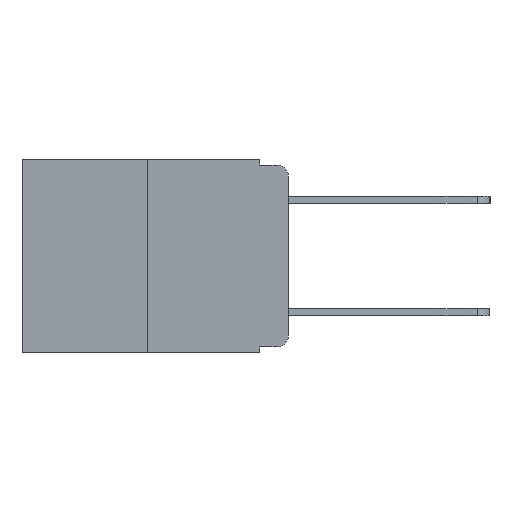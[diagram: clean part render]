
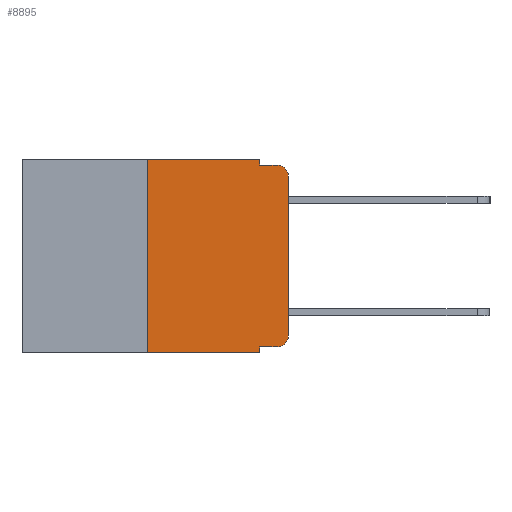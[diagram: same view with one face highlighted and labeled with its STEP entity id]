
A CAD part, left-side view. The second image highlights one B-rep face of the part: STEP entity #8895.
In plain terms, the highlighted planar face has unit normal (-1, 0, 0).
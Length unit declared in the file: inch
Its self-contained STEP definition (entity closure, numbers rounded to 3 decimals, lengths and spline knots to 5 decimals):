
#277 = EDGE_CURVE ( 'NONE', #1852, #7775, #7054, .T. ) ;
#766 = LINE ( 'NONE', #11056, #3739 ) ;
#767 = CARTESIAN_POINT ( 'NONE',  ( 0., 0.051, -0.01 ) ) ;
#862 = DIRECTION ( 'NONE',  ( 0., 0., -1. ) ) ;
#874 = DIRECTION ( 'NONE',  ( -1., 0., 0. ) ) ;
#922 = CARTESIAN_POINT ( 'NONE',  ( 0., 0.051, -0.333 ) ) ;
#1185 = ORIENTED_EDGE ( 'NONE', *, *, #3699, .F. ) ;
#1212 = DIRECTION ( 'NONE',  ( 0., -1., 0. ) ) ;
#1368 = ORIENTED_EDGE ( 'NONE', *, *, #2918, .F. ) ;
#1398 = VERTEX_POINT ( 'NONE', #13222 ) ;
#1590 = ORIENTED_EDGE ( 'NONE', *, *, #277, .F. ) ;
#1763 = DIRECTION ( 'NONE',  ( 0., 0., -1. ) ) ;
#1852 = VERTEX_POINT ( 'NONE', #9723 ) ;
#2008 = VERTEX_POINT ( 'NONE', #2914 ) ;
#2239 = VERTEX_POINT ( 'NONE', #3757 ) ;
#2255 = AXIS2_PLACEMENT_3D ( 'NONE', #14298, #874, #1763 ) ;
#2648 = DIRECTION ( 'NONE',  ( 0., 0., 1. ) ) ;
#2679 = DIRECTION ( 'NONE',  ( -1., 0., 0. ) ) ;
#2717 = CARTESIAN_POINT ( 'NONE',  ( 0., 0.473, 0. ) ) ;
#2771 = DIRECTION ( 'NONE',  ( 0., 0., -1. ) ) ;
#2914 = CARTESIAN_POINT ( 'NONE',  ( 0., 0., -0.313 ) ) ;
#2918 = EDGE_CURVE ( 'NONE', #2239, #1398, #12407, .T. ) ;
#2960 = CARTESIAN_POINT ( 'NONE',  ( 0., 0.25, 0. ) ) ;
#3134 = ORIENTED_EDGE ( 'NONE', *, *, #13897, .F. ) ;
#3476 = VECTOR ( 'NONE', #5716, 39.37008 ) ;
#3699 = EDGE_CURVE ( 'NONE', #7775, #6739, #6002, .T. ) ;
#3739 = VECTOR ( 'NONE', #862, 39.37008 ) ;
#3740 = ORIENTED_EDGE ( 'NONE', *, *, #13099, .T. ) ;
#3757 = CARTESIAN_POINT ( 'NONE',  ( 0., 0.051, -0.333 ) ) ;
#4017 = CARTESIAN_POINT ( 'NONE',  ( 0., 0.25, 0. ) ) ;
#4242 = VERTEX_POINT ( 'NONE', #13086 ) ;
#4335 = VECTOR ( 'NONE', #8414, 39.37008 ) ;
#4524 = CARTESIAN_POINT ( 'NONE',  ( 0., 0.473, 0. ) ) ;
#4568 = EDGE_LOOP ( 'NONE', ( #8395, #14088, #6943, #3134, #1185, #1590, #3740, #1368, #4711, #7842 ) ) ;
#4711 = ORIENTED_EDGE ( 'NONE', *, *, #11062, .T. ) ;
#5502 = EDGE_CURVE ( 'NONE', #6993, #2008, #11953, .T. ) ;
#5699 = VERTEX_POINT ( 'NONE', #10160 ) ;
#5716 = DIRECTION ( 'NONE',  ( 0., 0., -1. ) ) ;
#5817 = CIRCLE ( 'NONE', #11444, 0.02 ) ;
#5897 = CARTESIAN_POINT ( 'NONE',  ( 0., 0., 0. ) ) ;
#6002 = LINE ( 'NONE', #4524, #8640 ) ;
#6739 = VERTEX_POINT ( 'NONE', #7677 ) ;
#6943 = ORIENTED_EDGE ( 'NONE', *, *, #13268, .F. ) ;
#6993 = VERTEX_POINT ( 'NONE', #11263 ) ;
#7010 = LINE ( 'NONE', #13395, #4335 ) ;
#7054 = LINE ( 'NONE', #4017, #9935 ) ;
#7059 = CARTESIAN_POINT ( 'NONE',  ( 0., 0.473, -0.343 ) ) ;
#7384 = PLANE ( 'NONE',  #9787 ) ;
#7482 = VERTEX_POINT ( 'NONE', #767 ) ;
#7670 = VECTOR ( 'NONE', #12199, 39.37008 ) ;
#7677 = CARTESIAN_POINT ( 'NONE',  ( 0., 0.051, 0. ) ) ;
#7775 = VERTEX_POINT ( 'NONE', #2960 ) ;
#7842 = ORIENTED_EDGE ( 'NONE', *, *, #5502, .T. ) ;
#7852 = FACE_OUTER_BOUND ( 'NONE', #4568, .T. ) ;
#8026 = LINE ( 'NONE', #5897, #7670 ) ;
#8190 = DIRECTION ( 'NONE',  ( 0., -1., 0. ) ) ;
#8395 = ORIENTED_EDGE ( 'NONE', *, *, #8667, .T. ) ;
#8414 = DIRECTION ( 'NONE',  ( 0., -1., 0. ) ) ;
#8640 = VECTOR ( 'NONE', #1212, 39.37008 ) ;
#8667 = EDGE_CURVE ( 'NONE', #2008, #5699, #8026, .T. ) ;
#8895 = ADVANCED_FACE ( 'NONE', ( #7852 ), #7384, .F. ) ;
#9069 = LINE ( 'NONE', #7059, #14294 ) ;
#9298 = VECTOR ( 'NONE', #10153, 39.37008 ) ;
#9470 = CARTESIAN_POINT ( 'NONE',  ( 0., 0.02, -0.03 ) ) ;
#9535 = DIRECTION ( 'NONE',  ( 1., 0., 0. ) ) ;
#9723 = CARTESIAN_POINT ( 'NONE',  ( 0., 0.25, -0.343 ) ) ;
#9787 = AXIS2_PLACEMENT_3D ( 'NONE', #2717, #9535, #2771 ) ;
#9935 = VECTOR ( 'NONE', #2648, 39.37008 ) ;
#10153 = DIRECTION ( 'NONE',  ( 0., -1., 0. ) ) ;
#10160 = CARTESIAN_POINT ( 'NONE',  ( 0., 0., -0.03 ) ) ;
#10501 = DIRECTION ( 'NONE',  ( 0., 0., -1. ) ) ;
#11056 = CARTESIAN_POINT ( 'NONE',  ( 0., 0.051, 0. ) ) ;
#11062 = EDGE_CURVE ( 'NONE', #2239, #6993, #14194, .T. ) ;
#11263 = CARTESIAN_POINT ( 'NONE',  ( 0., 0.02, -0.333 ) ) ;
#11306 = EDGE_CURVE ( 'NONE', #5699, #4242, #5817, .T. ) ;
#11444 = AXIS2_PLACEMENT_3D ( 'NONE', #9470, #2679, #10501 ) ;
#11953 = CIRCLE ( 'NONE', #2255, 0.02 ) ;
#12061 = CARTESIAN_POINT ( 'NONE',  ( 0., 0.051, 0. ) ) ;
#12199 = DIRECTION ( 'NONE',  ( 0., 0., 1. ) ) ;
#12407 = LINE ( 'NONE', #12061, #3476 ) ;
#13086 = CARTESIAN_POINT ( 'NONE',  ( 0., 0.02, -0.01 ) ) ;
#13099 = EDGE_CURVE ( 'NONE', #1852, #1398, #9069, .T. ) ;
#13222 = CARTESIAN_POINT ( 'NONE',  ( 0., 0.051, -0.343 ) ) ;
#13268 = EDGE_CURVE ( 'NONE', #7482, #4242, #7010, .T. ) ;
#13395 = CARTESIAN_POINT ( 'NONE',  ( 0., 0.051, -0.01 ) ) ;
#13897 = EDGE_CURVE ( 'NONE', #6739, #7482, #766, .T. ) ;
#14088 = ORIENTED_EDGE ( 'NONE', *, *, #11306, .T. ) ;
#14194 = LINE ( 'NONE', #922, #9298 ) ;
#14294 = VECTOR ( 'NONE', #8190, 39.37008 ) ;
#14298 = CARTESIAN_POINT ( 'NONE',  ( 0., 0.02, -0.313 ) ) ;
